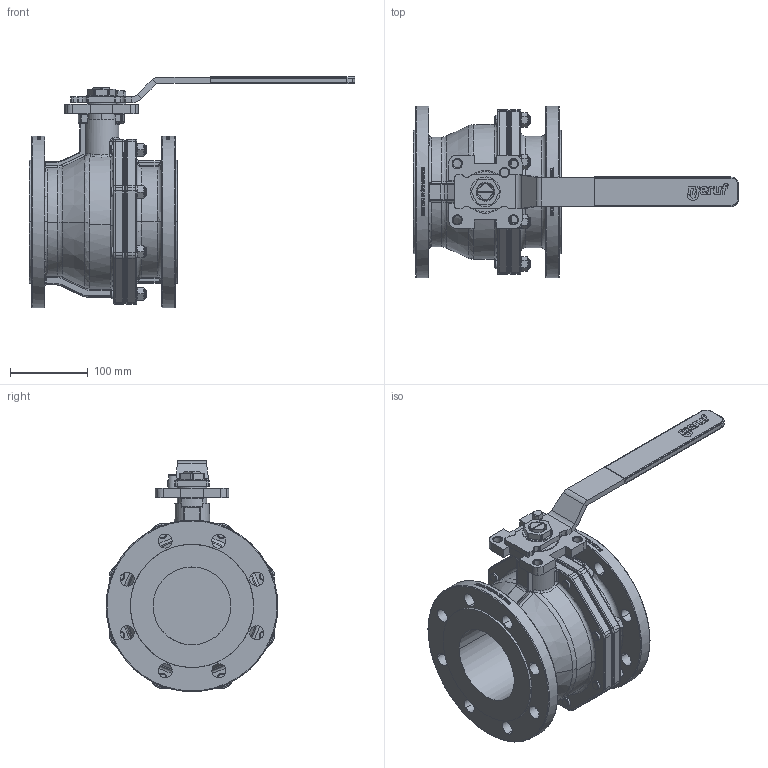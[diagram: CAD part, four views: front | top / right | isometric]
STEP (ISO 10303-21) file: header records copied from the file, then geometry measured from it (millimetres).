
FILE_DESCRIPTION(('HOOPS Exchange Step'),'2;1');
FILE_NAME('FK0600_DN100.stp','2025-08-04T13:21:15+02:00',('nieru'),('Unknown organisation'),'HOOPS Exchange 2024.2','HOOPS Exchange','Unknown authorisation');
FILE_SCHEMA( ('AP203_CONFIGURATION_CONTROLLED_3D_DESIGN_OF_MECHANICAL_PARTS_AND_ASSEMBLIES_MIM_LF') );
Length unit declared in the file: millimetre
Products named in the file (2): 0; root
Assembly tree (1 placements, depth 2):
  root
    0
Bounding box: 417.5 x 220 x 296.69 mm (x, y, z)
Volume: 3590061.2 mm3; surface area: 421052.9 mm2
Topology: 1 solids, 1 shells, 1719 faces, 4522 edges, 2892 vertices
Faces by surface type: cylinder 537, plane 533, bspline 449, torus 110, cone 86, sphere 4
Full cylindrical faces by diameter (mm): 220 x2
Entity records: 151871 total; most frequent: CARTESIAN_POINT 114781, ORIENTED_EDGE 9034, DIRECTION 5131, EDGE_CURVE 4517, VERTEX_POINT 2892, B_SPLINE_CURVE_WITH_KNOTS 2272, EDGE_LOOP 1889, FACE_BOUND 1889
